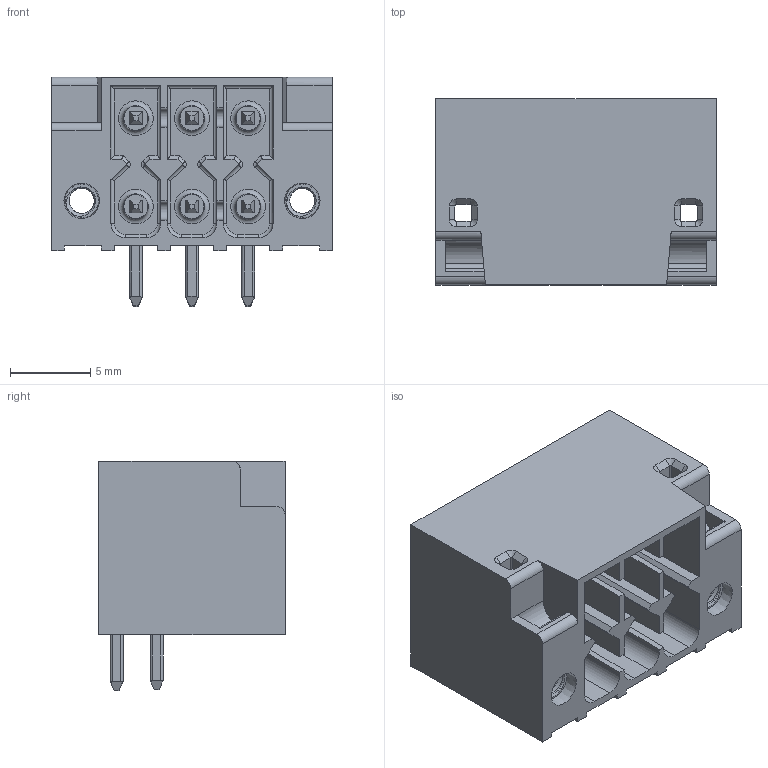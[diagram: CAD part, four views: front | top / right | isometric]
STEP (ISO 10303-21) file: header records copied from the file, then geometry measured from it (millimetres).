
FILE_DESCRIPTION(/* description */ ('Unknown'),/* implementation_level */ '2;1');
FILE_NAME(/* name */ '691378140006',/* time_stamp */ '2024-07-23T16:26:27+02:00',/* author */ ('Unknown'),/* organization */ ('Unknown'),/* preprocessor_version */ 'ST-DEVELOPER v19.4',/* originating_system */ 'Solid Edge',/* authorisation */ 'Unknown');
FILE_SCHEMA (('AUTOMOTIVE_DESIGN {1 0 10303 214 3 1 1}'));
Length unit declared in the file: millimetre
Products named in the file (6): 6913781400xx; 691378140006; 691378110006_Insert; 6913781100xx_Upper Contact; 6913781100xx_Lower Contact; 6913781400xx_Nut
Assembly tree (10 placements, depth 2):
  6913781400xx
    691378140006
    691378110006_Insert
    6913781100xx_Upper Contact  x3
    6913781100xx_Lower Contact  x3
    6913781400xx_Nut  x2
Bounding box: 17.5 x 11.6 x 14.3 mm (x, y, z)
Volume: 1027 mm3; surface area: 2977.7 mm2
Topology: 10 solids, 10 shells, 966 faces, 2485 edges, 1540 vertices
Faces by surface type: plane 664, cylinder 238, torus 42, cone 18, bspline 4
Entity records: 22518 total; most frequent: CARTESIAN_POINT 4912, ORIENTED_EDGE 3680, DIRECTION 3510, EDGE_CURVE 1840, LINE 1512, VECTOR 1512, VERTEX_POINT 1170, AXIS2_PLACEMENT_3D 999
